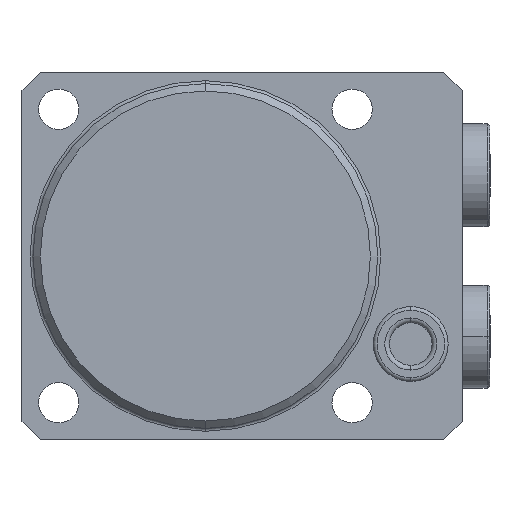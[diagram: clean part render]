
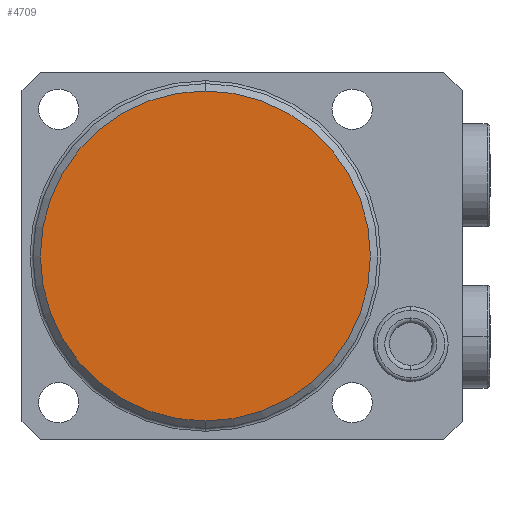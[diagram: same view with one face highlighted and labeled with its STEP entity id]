
A CAD part, front view. The second image highlights one B-rep face of the part: STEP entity #4709.
In plain terms, the highlighted planar face has unit normal (0, -1, 0).
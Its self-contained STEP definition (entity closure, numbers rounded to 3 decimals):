
#51 = EDGE_CURVE ( 'NONE', #5827, #5853, #6284, .T. ) ;
#166 = EDGE_CURVE ( 'NONE', #5853, #5827, #6143, .T. ) ;
#808 = FACE_OUTER_BOUND ( 'NONE', #4266, .T. ) ;
#3566 = DIRECTION ( 'NONE',  ( 0., 0., 1. ) ) ;
#3567 = DIRECTION ( 'NONE',  ( 0., -1., 0. ) ) ;
#3568 = CARTESIAN_POINT ( 'NONE',  ( 0., -45.5, 0. ) ) ;
#3865 = ORIENTED_EDGE ( 'NONE', *, *, #166, .T. ) ;
#3866 = ORIENTED_EDGE ( 'NONE', *, *, #51, .T. ) ;
#4266 = EDGE_LOOP ( 'NONE', ( #3865, #3866 ) ) ;
#4709 = ADVANCED_FACE ( 'NONE', ( #808 ), #6629, .F. ) ;
#4809 = DIRECTION ( 'NONE',  ( 0., 0., 1. ) ) ;
#4812 = DIRECTION ( 'NONE',  ( 0., -1., 0. ) ) ;
#4817 = CARTESIAN_POINT ( 'NONE',  ( 0., -45.5, 0. ) ) ;
#5109 = AXIS2_PLACEMENT_3D ( 'NONE', #6638, #6625, #6624 ) ;
#5394 = AXIS2_PLACEMENT_3D ( 'NONE', #4817, #4812, #4809 ) ;
#5427 = AXIS2_PLACEMENT_3D ( 'NONE', #3568, #3567, #3566 ) ;
#5827 = VERTEX_POINT ( 'NONE', #7598 ) ;
#5853 = VERTEX_POINT ( 'NONE', #7567 ) ;
#6143 = CIRCLE ( 'NONE', #5394, 22.5 ) ;
#6284 = CIRCLE ( 'NONE', #5427, 22.5 ) ;
#6624 = DIRECTION ( 'NONE',  ( 0., 0., 1. ) ) ;
#6625 = DIRECTION ( 'NONE',  ( 0., 1., 0. ) ) ;
#6629 = PLANE ( 'NONE',  #5109 ) ;
#6638 = CARTESIAN_POINT ( 'NONE',  ( 0., -45.5, 0. ) ) ;
#7567 = CARTESIAN_POINT ( 'NONE',  ( 0., -45.5, 22.5 ) ) ;
#7598 = CARTESIAN_POINT ( 'NONE',  ( 0., -45.5, -22.5 ) ) ;
